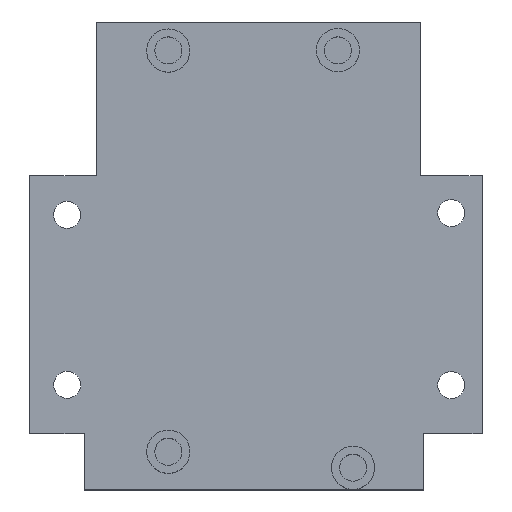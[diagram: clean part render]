
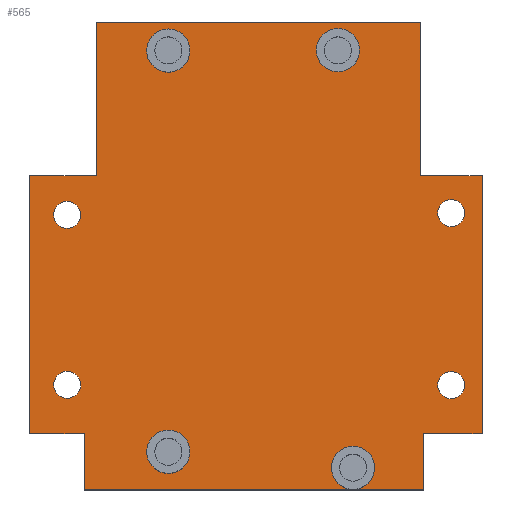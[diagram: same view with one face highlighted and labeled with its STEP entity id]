
A CAD part, top view. The second image highlights one B-rep face of the part: STEP entity #565.
In plain terms, the highlighted planar face has unit normal (0, 0, 1).
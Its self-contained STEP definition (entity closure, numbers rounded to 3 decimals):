
#19=FACE_BOUND('',#124,.T.);
#20=FACE_BOUND('',#125,.T.);
#21=FACE_BOUND('',#126,.T.);
#22=FACE_BOUND('',#127,.T.);
#23=FACE_BOUND('',#128,.T.);
#24=FACE_BOUND('',#129,.T.);
#25=FACE_BOUND('',#130,.T.);
#26=FACE_BOUND('',#131,.T.);
#51=PLANE('',#637);
#85=FACE_OUTER_BOUND('',#123,.T.);
#123=EDGE_LOOP('',(#485,#486,#487,#488,#489,#490,#491,#492,#493,#494,#495,
#496));
#124=EDGE_LOOP('',(#497));
#125=EDGE_LOOP('',(#498));
#126=EDGE_LOOP('',(#499));
#127=EDGE_LOOP('',(#500));
#128=EDGE_LOOP('',(#501));
#129=EDGE_LOOP('',(#502));
#130=EDGE_LOOP('',(#503));
#131=EDGE_LOOP('',(#504));
#151=LINE('',#893,#199);
#154=LINE('',#899,#202);
#157=LINE('',#905,#205);
#160=LINE('',#911,#208);
#163=LINE('',#917,#211);
#166=LINE('',#923,#214);
#169=LINE('',#929,#217);
#172=LINE('',#935,#220);
#175=LINE('',#941,#223);
#178=LINE('',#947,#226);
#181=LINE('',#953,#229);
#184=LINE('',#957,#232);
#199=VECTOR('',#745,10.);
#202=VECTOR('',#750,10.);
#205=VECTOR('',#755,10.);
#208=VECTOR('',#760,10.);
#211=VECTOR('',#765,10.);
#214=VECTOR('',#770,10.);
#217=VECTOR('',#775,10.);
#220=VECTOR('',#780,10.);
#223=VECTOR('',#785,10.);
#226=VECTOR('',#790,10.);
#229=VECTOR('',#795,10.);
#232=VECTOR('',#800,10.);
#242=CIRCLE('',#599,2.8);
#244=CIRCLE('',#603,2.8);
#246=CIRCLE('',#607,2.8);
#248=CIRCLE('',#611,2.8);
#249=CIRCLE('',#614,1.75);
#251=CIRCLE('',#617,1.75);
#253=CIRCLE('',#620,1.75);
#255=CIRCLE('',#623,1.75);
#266=VERTEX_POINT('',#837);
#268=VERTEX_POINT('',#844);
#270=VERTEX_POINT('',#851);
#272=VERTEX_POINT('',#858);
#273=VERTEX_POINT('',#863);
#275=VERTEX_POINT('',#869);
#277=VERTEX_POINT('',#875);
#279=VERTEX_POINT('',#881);
#283=VERTEX_POINT('',#890);
#284=VERTEX_POINT('',#892);
#286=VERTEX_POINT('',#898);
#288=VERTEX_POINT('',#904);
#290=VERTEX_POINT('',#910);
#292=VERTEX_POINT('',#916);
#294=VERTEX_POINT('',#922);
#296=VERTEX_POINT('',#928);
#298=VERTEX_POINT('',#934);
#300=VERTEX_POINT('',#940);
#302=VERTEX_POINT('',#946);
#304=VERTEX_POINT('',#952);
#319=EDGE_CURVE('',#266,#266,#242,.T.);
#322=EDGE_CURVE('',#268,#268,#244,.T.);
#325=EDGE_CURVE('',#270,#270,#246,.T.);
#328=EDGE_CURVE('',#272,#272,#248,.T.);
#329=EDGE_CURVE('',#273,#273,#249,.T.);
#332=EDGE_CURVE('',#275,#275,#251,.T.);
#335=EDGE_CURVE('',#277,#277,#253,.T.);
#338=EDGE_CURVE('',#279,#279,#255,.T.);
#343=EDGE_CURVE('',#284,#283,#151,.T.);
#346=EDGE_CURVE('',#286,#284,#154,.T.);
#349=EDGE_CURVE('',#288,#286,#157,.T.);
#352=EDGE_CURVE('',#290,#288,#160,.T.);
#355=EDGE_CURVE('',#292,#290,#163,.T.);
#358=EDGE_CURVE('',#294,#292,#166,.T.);
#361=EDGE_CURVE('',#296,#294,#169,.T.);
#364=EDGE_CURVE('',#298,#296,#172,.T.);
#367=EDGE_CURVE('',#300,#298,#175,.T.);
#370=EDGE_CURVE('',#302,#300,#178,.T.);
#373=EDGE_CURVE('',#304,#302,#181,.T.);
#376=EDGE_CURVE('',#283,#304,#184,.T.);
#485=ORIENTED_EDGE('',*,*,#376,.T.);
#486=ORIENTED_EDGE('',*,*,#373,.T.);
#487=ORIENTED_EDGE('',*,*,#370,.T.);
#488=ORIENTED_EDGE('',*,*,#367,.T.);
#489=ORIENTED_EDGE('',*,*,#364,.T.);
#490=ORIENTED_EDGE('',*,*,#361,.T.);
#491=ORIENTED_EDGE('',*,*,#358,.T.);
#492=ORIENTED_EDGE('',*,*,#355,.T.);
#493=ORIENTED_EDGE('',*,*,#352,.T.);
#494=ORIENTED_EDGE('',*,*,#349,.T.);
#495=ORIENTED_EDGE('',*,*,#346,.T.);
#496=ORIENTED_EDGE('',*,*,#343,.T.);
#497=ORIENTED_EDGE('',*,*,#319,.T.);
#498=ORIENTED_EDGE('',*,*,#322,.T.);
#499=ORIENTED_EDGE('',*,*,#325,.T.);
#500=ORIENTED_EDGE('',*,*,#328,.T.);
#501=ORIENTED_EDGE('',*,*,#329,.T.);
#502=ORIENTED_EDGE('',*,*,#332,.T.);
#503=ORIENTED_EDGE('',*,*,#335,.T.);
#504=ORIENTED_EDGE('',*,*,#338,.T.);
#565=ADVANCED_FACE('',(#85,#19,#20,#21,#22,#23,#24,#25,#26),#51,.T.);
#599=AXIS2_PLACEMENT_3D('',#839,#682,#683);
#603=AXIS2_PLACEMENT_3D('',#846,#691,#692);
#607=AXIS2_PLACEMENT_3D('',#853,#700,#701);
#611=AXIS2_PLACEMENT_3D('',#860,#709,#710);
#614=AXIS2_PLACEMENT_3D('',#864,#715,#716);
#617=AXIS2_PLACEMENT_3D('',#870,#722,#723);
#620=AXIS2_PLACEMENT_3D('',#876,#729,#730);
#623=AXIS2_PLACEMENT_3D('',#882,#736,#737);
#637=AXIS2_PLACEMENT_3D('',#958,#801,#802);
#682=DIRECTION('center_axis',(0.,0.,-1.));
#683=DIRECTION('ref_axis',(-1.,0.,0.));
#691=DIRECTION('center_axis',(0.,0.,-1.));
#692=DIRECTION('ref_axis',(-1.,0.,0.));
#700=DIRECTION('center_axis',(0.,0.,-1.));
#701=DIRECTION('ref_axis',(-1.,0.,0.));
#709=DIRECTION('center_axis',(0.,0.,-1.));
#710=DIRECTION('ref_axis',(-1.,0.,0.));
#715=DIRECTION('center_axis',(0.,0.,-1.));
#716=DIRECTION('ref_axis',(-1.,0.,0.));
#722=DIRECTION('center_axis',(0.,0.,-1.));
#723=DIRECTION('ref_axis',(-1.,0.,0.));
#729=DIRECTION('center_axis',(0.,0.,-1.));
#730=DIRECTION('ref_axis',(-1.,0.,0.));
#736=DIRECTION('center_axis',(0.,0.,-1.));
#737=DIRECTION('ref_axis',(-1.,0.,0.));
#745=DIRECTION('',(0.,1.,0.));
#750=DIRECTION('',(1.,0.,0.));
#755=DIRECTION('',(0.,-1.,0.));
#760=DIRECTION('',(1.,0.,0.));
#765=DIRECTION('',(0.,-1.,0.));
#770=DIRECTION('',(-1.,0.,0.));
#775=DIRECTION('',(0.,-1.,0.));
#780=DIRECTION('',(-1.,0.,0.));
#785=DIRECTION('',(0.,1.,0.));
#790=DIRECTION('',(-1.,0.,0.));
#795=DIRECTION('',(0.,1.,0.));
#800=DIRECTION('',(1.,0.,0.));
#801=DIRECTION('center_axis',(0.,0.,1.));
#802=DIRECTION('ref_axis',(1.,0.,0.));
#837=CARTESIAN_POINT('',(10.072,-49.428,33.));
#839=CARTESIAN_POINT('Origin',(7.272,-49.428,33.));
#844=CARTESIAN_POINT('',(-13.853,4.61,33.));
#846=CARTESIAN_POINT('Origin',(-16.653,4.61,33.));
#851=CARTESIAN_POINT('',(-13.853,-47.351,33.));
#853=CARTESIAN_POINT('Origin',(-16.653,-47.351,33.));
#858=CARTESIAN_POINT('',(8.114,4.663,33.));
#860=CARTESIAN_POINT('Origin',(5.314,4.663,33.));
#863=CARTESIAN_POINT('',(-28.004,-16.66,33.));
#864=CARTESIAN_POINT('Origin',(-29.754,-16.66,33.));
#869=CARTESIAN_POINT('',(21.75,-16.443,33.));
#870=CARTESIAN_POINT('Origin',(20.,-16.443,33.));
#875=CARTESIAN_POINT('',(-27.998,-38.672,33.));
#876=CARTESIAN_POINT('Origin',(-29.748,-38.672,33.));
#881=CARTESIAN_POINT('',(21.75,-38.726,33.));
#882=CARTESIAN_POINT('Origin',(20.,-38.726,33.));
#890=CARTESIAN_POINT('',(16.36,-45.,33.));
#892=CARTESIAN_POINT('',(16.36,-52.301,33.));
#893=CARTESIAN_POINT('',(16.36,-52.301,33.));
#898=CARTESIAN_POINT('',(-27.562,-52.301,33.));
#899=CARTESIAN_POINT('',(-27.562,-52.301,33.));
#904=CARTESIAN_POINT('',(-27.562,-45.,33.));
#905=CARTESIAN_POINT('',(-27.562,-45.,33.));
#910=CARTESIAN_POINT('',(-34.589,-45.,33.));
#911=CARTESIAN_POINT('',(-34.589,-45.,33.));
#916=CARTESIAN_POINT('',(-34.589,-11.593,33.));
#917=CARTESIAN_POINT('',(-34.589,-11.593,33.));
#922=CARTESIAN_POINT('',(-26.,-11.593,33.));
#923=CARTESIAN_POINT('',(-26.,-11.593,33.));
#928=CARTESIAN_POINT('',(-26.,8.316,33.));
#929=CARTESIAN_POINT('',(-26.,8.316,33.));
#934=CARTESIAN_POINT('',(16.,8.316,33.));
#935=CARTESIAN_POINT('',(16.,8.316,33.));
#940=CARTESIAN_POINT('',(16.,-11.593,33.));
#941=CARTESIAN_POINT('',(16.,-11.593,33.));
#946=CARTESIAN_POINT('',(24.,-11.593,33.));
#947=CARTESIAN_POINT('',(24.,-11.593,33.));
#952=CARTESIAN_POINT('',(24.,-45.,33.));
#953=CARTESIAN_POINT('',(24.,-45.,33.));
#957=CARTESIAN_POINT('',(16.36,-45.,33.));
#958=CARTESIAN_POINT('Origin',(-5.294,-21.992,33.));
